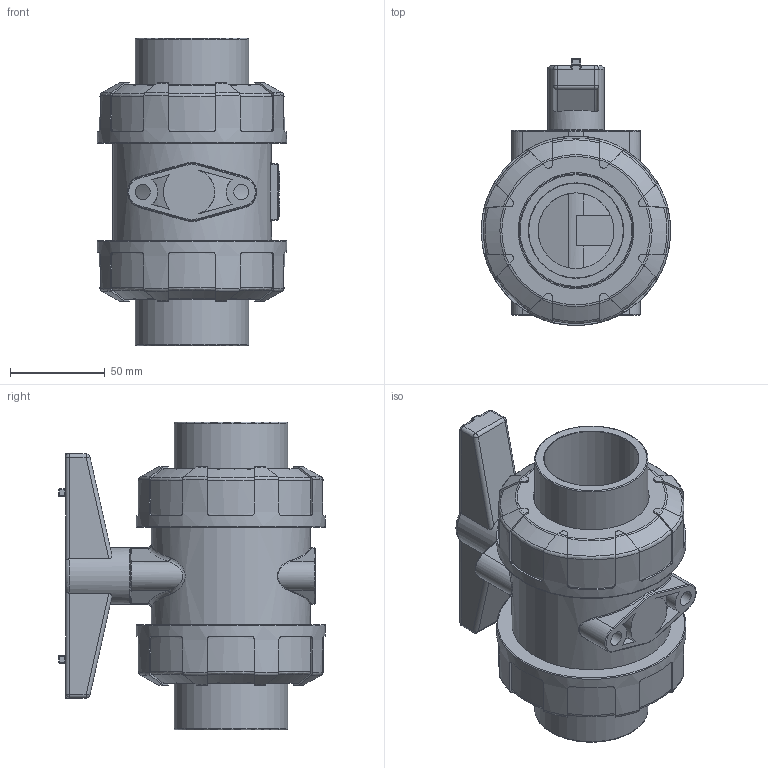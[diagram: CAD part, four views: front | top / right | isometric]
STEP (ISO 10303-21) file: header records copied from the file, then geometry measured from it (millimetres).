
FILE_DESCRIPTION(/* description */ (''),/* implementation_level */ '2;1');
FILE_NAME(/* name */ 'DN40_3D_STEP.stp',/* time_stamp */ '2025-07-03T16:30:42+03:00',/* author */ ('igorr'),/* organization */ (''),/* preprocessor_version */ 'ST-DEVELOPER v20',/* originating_system */ 'Autodesk Inventor 2025',/* authorisation */ '');
FILE_SCHEMA (('AUTOMOTIVE_DESIGN { 1 0 10303 214 3 1 1 }'));
Length unit declared in the file: millimetre
Products named in the file (1): Деталь1
Bounding box: 100 x 141 x 162.5 mm (x, y, z)
Volume: 755550.8 mm3; surface area: 110141.5 mm2
Topology: 1 solids, 4 shells, 629 faces, 1617 edges, 1026 vertices
Faces by surface type: plane 203, cylinder 193, torus 88, bspline 87, cone 34, sphere 24
Full cylindrical faces by diameter (mm): 8 x4, 15 x1, 24 x1, 30 x1, 40 x2, 50 x2, 60 x2, 61.2 x2, 84 x1, 100 x2
Entity records: 22484 total; most frequent: CARTESIAN_POINT 7348, ORIENTED_EDGE 3226, DIRECTION 2733, EDGE_CURVE 1613, AXIS2_PLACEMENT_3D 1031, VERTEX_POINT 1026, LINE 671, VECTOR 671
